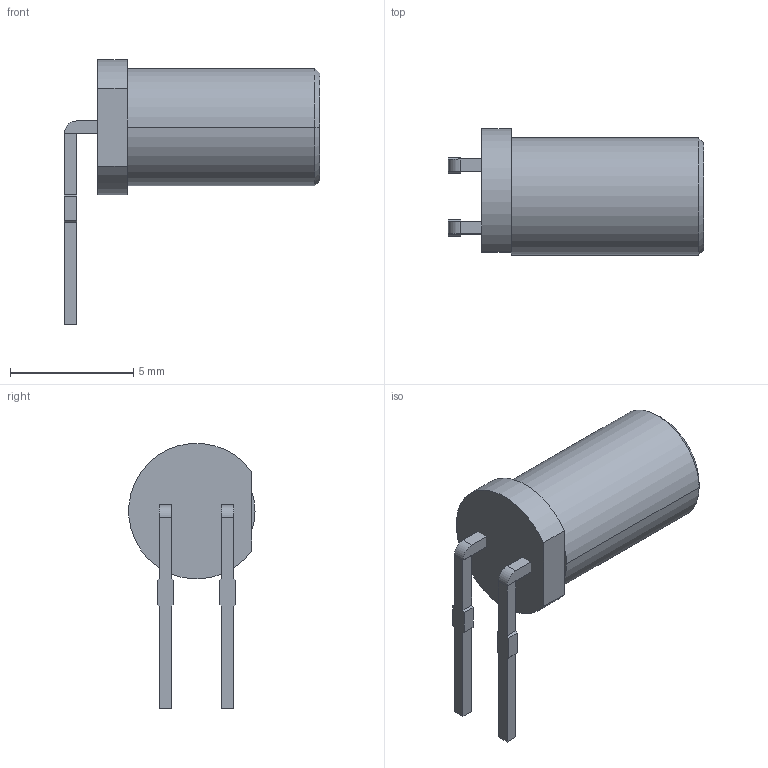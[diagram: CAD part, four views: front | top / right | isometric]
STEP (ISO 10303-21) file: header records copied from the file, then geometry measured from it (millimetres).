
FILE_DESCRIPTION((''),'2;1');
FILE_NAME('SFH250.stp','2010-10-07T10:53:15',(''),(''),'Mechanical Desktop 2010','Mechanical Desktop 2010',', , ');
FILE_SCHEMA(('AUTOMOTIVE_DESIGN { 1 2 10303 214 1 1 1 1 }'));
Length unit declared in the file: millimetre
Products named in the file (1): Product
Bounding box: 10.35 x 5.11 x 10.74 mm (x, y, z)
Volume: 170.2 mm3; surface area: 257.9 mm2
Topology: 6 solids, 6 shells, 50 faces, 112 edges, 74 vertices
Faces by surface type: plane 43, cylinder 5, cone 2
Entity records: 1419 total; most frequent: CARTESIAN_POINT 237, DIRECTION 226, ORIENTED_EDGE 224, EDGE_CURVE 112, VECTOR 100, LINE 100, VERTEX_POINT 74, AXIS2_PLACEMENT_3D 63
